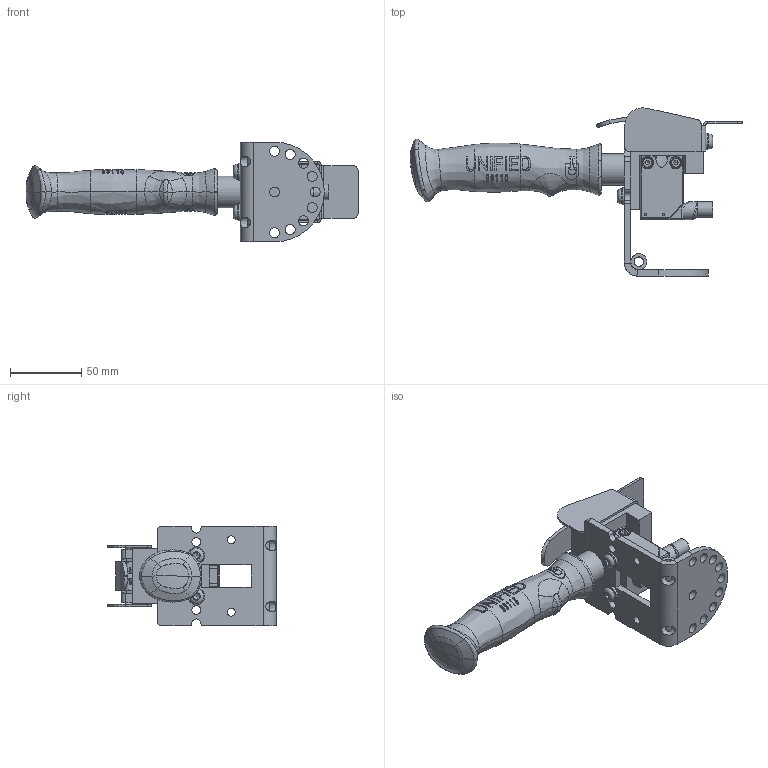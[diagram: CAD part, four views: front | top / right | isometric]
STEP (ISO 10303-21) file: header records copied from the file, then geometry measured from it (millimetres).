
FILE_DESCRIPTION(/* description */ ('ELECTRIC SINGLE BUTTON HANDLE ASSEMBLY'),/* implementation_level */ '2;1');
FILE_NAME(/* name */ '79700.stp',/* time_stamp */ '2021-08-19T14:16:46-04:00',/* author */ ('mnhhw'),/* organization */ (''),/* preprocessor_version */ 'ST-DEVELOPER v17',/* originating_system */ 'Autodesk Inventor 2019',/* authorisation */ '');
FILE_SCHEMA (('AUTOMOTIVE_DESIGN { 1 0 10303 214 3 1 1 }'));
Products named in the file (32): 79700; 79657; 79667; 79666; 99110; 79675; 79707; 79709; switch_zcmd21m12; switch_zcmd21m12 1; switch_zcmd21m12 2; switch_zcmd21m12 3; switch_zcmd21m12 4; switch_zce02; switch_zce02 1; switch_zce02 2; switch_zce02 3; switch_zce02 4; switch_zce02 5; switch_zce02 6; switch_zce02 7; switch_zce02 8; switch_zce02 9; switch_zce02 10; switch_zce02 11; 79647; 79651; 79642; 52495; 51939; 52084; 50619
Assembly tree (36 placements, depth 4):
  79700
    79657
      79667
      79666
      99110
      79675  x2
    79707
    79709
      switch_zcmd21m12
        switch_zcmd21m12 1
        switch_zcmd21m12 2
        switch_zcmd21m12 3
        switch_zcmd21m12 4
      switch_zce02
        switch_zce02 1
        switch_zce02 2
        switch_zce02 3
        switch_zce02 4
        switch_zce02 5
        switch_zce02 6
        switch_zce02 7
        switch_zce02 8
        switch_zce02 9
        switch_zce02 10
        switch_zce02 11
    79647
    79651
    79642
    52495  x3
    51939
    52084  x2
    50619  x2
Bounding box: 232.84 x 117.98 x 69.85 mm (x, y, z)
Volume: 233321.4 mm3; surface area: 102295.3 mm2
Topology: 32 solids, 32 shells, 1251 faces, 3422 edges, 2272 vertices
Faces by surface type: plane 508, bspline 349, cylinder 246, cone 62, torus 57, sphere 29
Full cylindrical faces by diameter (mm): 0.8 x2, 1.5 x5, 1.55 x2, 2.53 x2, 2.62 x1, 2.9 x1, 3.5 x1, 3.65 x1, 4 x2, 4.2 x2, 4.25 x3, 4.762 x2, 4.928 x3, 4.953 x2, 5.25 x1, 5.4 x1, 5.512 x2, 6 x3, 6.35 x5, 6.604 x2, 6.985 x10, 7 x3, 7.13 x1, 8.08 x2, 8.15 x4, 8.68 x3, 9.25 x1, 9.48 x1, 9.5 x1, 9.63 x1
Entity records: 70380 total; most frequent: CARTESIAN_POINT 40846, ORIENTED_EDGE 6562, DIRECTION 4974, EDGE_CURVE 3281, VERTEX_POINT 2185, AXIS2_PLACEMENT_3D 1864, EDGE_LOOP 1354, LINE 1246
